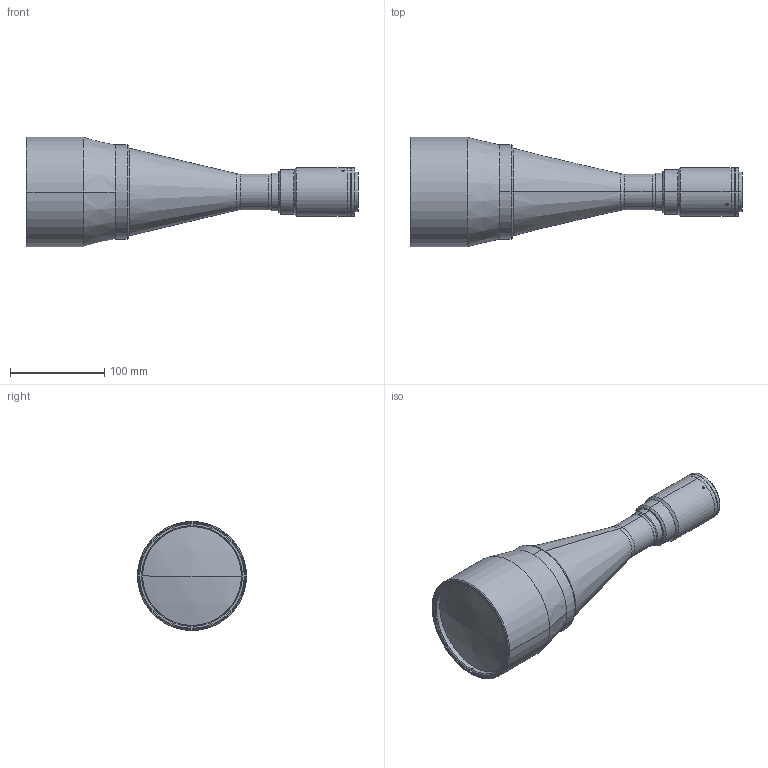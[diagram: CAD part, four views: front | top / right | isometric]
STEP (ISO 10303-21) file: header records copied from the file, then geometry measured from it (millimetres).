
FILE_DESCRIPTION (( 'STEP AP203' ), '1' );
FILE_NAME ('DP71440_TC4MHR080-E.step', '2021-10-05T10:41:00', ( '' ), ( '' ), 'SwSTEP 2.0', 'SolidWorks 2021', '' );
FILE_SCHEMA (( 'CONFIG_CONTROL_DESIGN' ));
Length unit declared in the file: millimetre
Products named in the file (1): DP71440_TC4MHR080-E
Bounding box: 352.46 x 116 x 116 mm (x, y, z)
Surface area: 119484.8 mm2 (no closed solid volume)
Topology: 0 solids, 16 shells, 95 faces, 263 edges, 185 vertices
Faces by surface type: plane 37, cylinder 32, cone 18, torus 6, sphere 2
Entity records: 3351 total; most frequent: CARTESIAN_POINT 784, DIRECTION 569, ORIENTED_EDGE 422, EDGE_CURVE 263, AXIS2_PLACEMENT_3D 226, VERTEX_POINT 185, CIRCLE 130, EDGE_LOOP 118
